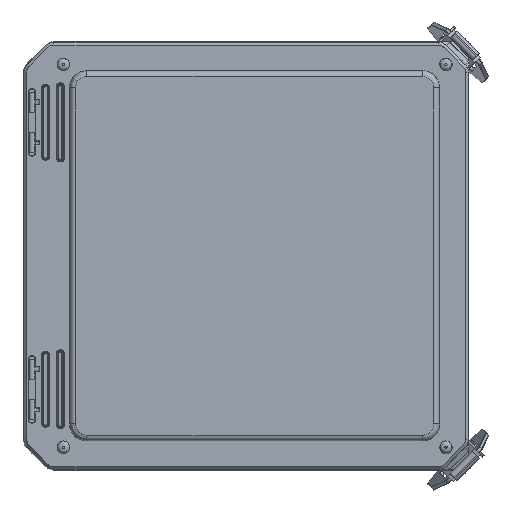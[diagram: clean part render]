
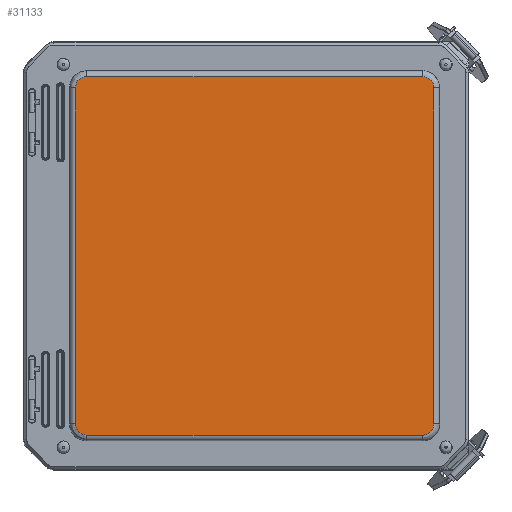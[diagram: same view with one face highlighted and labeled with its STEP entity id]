
A CAD part, top view. The second image highlights one B-rep face of the part: STEP entity #31133.
In plain terms, the highlighted face is planar.
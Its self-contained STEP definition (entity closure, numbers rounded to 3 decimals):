
#968=ELLIPSE('',#34717,0.25,0.25);
#971=ELLIPSE('',#34721,0.25,0.25);
#972=ELLIPSE('',#34727,0.25,0.25);
#975=ELLIPSE('',#34731,0.25,0.25);
#4265=LINE('',#72436,#6426);
#4267=LINE('',#72596,#6428);
#4270=LINE('',#72603,#6431);
#4272=LINE('',#72759,#6433);
#6426=VECTOR('',#43298,7.36);
#6428=VECTOR('',#43318,7.362);
#6431=VECTOR('',#43325,7.362);
#6433=VECTOR('',#43341,7.36);
#7290=PLANE('',#34737);
#9222=FACE_OUTER_BOUND('',#11267,.T.);
#11267=EDGE_LOOP('',(#28031,#28032,#28033,#28034,#28035,#28036,#28037,#28038));
#15224=VERTEX_POINT('',#72433);
#15225=VERTEX_POINT('',#72435);
#15228=VERTEX_POINT('',#72511);
#15229=VERTEX_POINT('',#72587);
#15232=VERTEX_POINT('',#72594);
#15233=VERTEX_POINT('',#72599);
#15236=VERTEX_POINT('',#72685);
#15237=VERTEX_POINT('',#72752);
#19548=EDGE_CURVE('',#15224,#15225,#4265,.T.);
#19552=EDGE_CURVE('',#15228,#15224,#968,.T.);
#19556=EDGE_CURVE('',#15225,#15229,#971,.T.);
#19558=EDGE_CURVE('',#15232,#15228,#4267,.T.);
#19562=EDGE_CURVE('',#15229,#15233,#4270,.T.);
#19564=EDGE_CURVE('',#15236,#15232,#972,.T.);
#19568=EDGE_CURVE('',#15233,#15237,#975,.T.);
#19570=EDGE_CURVE('',#15237,#15236,#4272,.T.);
#28031=ORIENTED_EDGE('',*,*,#19548,.F.);
#28032=ORIENTED_EDGE('',*,*,#19552,.F.);
#28033=ORIENTED_EDGE('',*,*,#19558,.F.);
#28034=ORIENTED_EDGE('',*,*,#19564,.F.);
#28035=ORIENTED_EDGE('',*,*,#19570,.F.);
#28036=ORIENTED_EDGE('',*,*,#19568,.F.);
#28037=ORIENTED_EDGE('',*,*,#19562,.F.);
#28038=ORIENTED_EDGE('',*,*,#19556,.F.);
#31133=ADVANCED_FACE('',(#9222),#7290,.F.);
#34717=AXIS2_PLACEMENT_3D('',#72513,#43304,#43305);
#34721=AXIS2_PLACEMENT_3D('',#72591,#43312,#43313);
#34727=AXIS2_PLACEMENT_3D('',#72687,#43328,#43329);
#34731=AXIS2_PLACEMENT_3D('',#72756,#43336,#43337);
#34737=AXIS2_PLACEMENT_3D('',#72769,#43355,#43356);
#43298=DIRECTION('',(1.,0.,0.));
#43304=DIRECTION('center_axis',(0.,0.,1.));
#43305=DIRECTION('ref_axis',(-0.707,-0.707,0.));
#43312=DIRECTION('center_axis',(0.,0.,1.));
#43313=DIRECTION('ref_axis',(0.707,-0.707,0.));
#43318=DIRECTION('',(0.,-1.,0.));
#43325=DIRECTION('',(0.,1.,0.));
#43328=DIRECTION('center_axis',(0.,0.,1.));
#43329=DIRECTION('ref_axis',(-0.707,0.707,0.));
#43336=DIRECTION('center_axis',(0.,0.,1.));
#43337=DIRECTION('ref_axis',(0.707,0.707,0.));
#43341=DIRECTION('',(-1.,0.,0.));
#43355=DIRECTION('center_axis',(0.,0.,1.));
#43356=DIRECTION('ref_axis',(1.,0.,0.));
#72433=CARTESIAN_POINT('',(-3.492,-3.931,0.));
#72435=CARTESIAN_POINT('',(3.867,-3.931,0.));
#72436=CARTESIAN_POINT('',(-3.492,-3.931,0.));
#72511=CARTESIAN_POINT('',(-3.742,-3.681,0.));
#72513=CARTESIAN_POINT('Origin',(-3.492,-3.681,0.));
#72587=CARTESIAN_POINT('',(4.117,-3.681,0.));
#72591=CARTESIAN_POINT('Origin',(3.867,-3.681,0.));
#72594=CARTESIAN_POINT('',(-3.742,3.681,0.));
#72596=CARTESIAN_POINT('',(-3.742,3.681,0.));
#72599=CARTESIAN_POINT('',(4.117,3.681,0.));
#72603=CARTESIAN_POINT('',(4.117,-3.681,0.));
#72685=CARTESIAN_POINT('',(-3.492,3.931,0.));
#72687=CARTESIAN_POINT('Origin',(-3.492,3.681,0.));
#72752=CARTESIAN_POINT('',(3.867,3.931,0.));
#72756=CARTESIAN_POINT('Origin',(3.867,3.681,0.));
#72759=CARTESIAN_POINT('',(3.867,3.931,0.));
#72769=CARTESIAN_POINT('Origin',(0.188,0.,0.));
